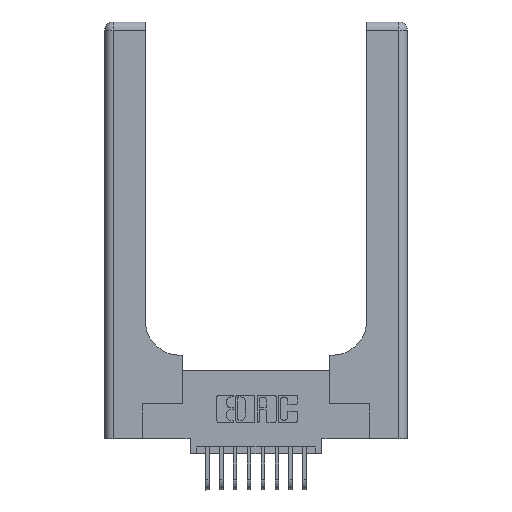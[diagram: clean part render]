
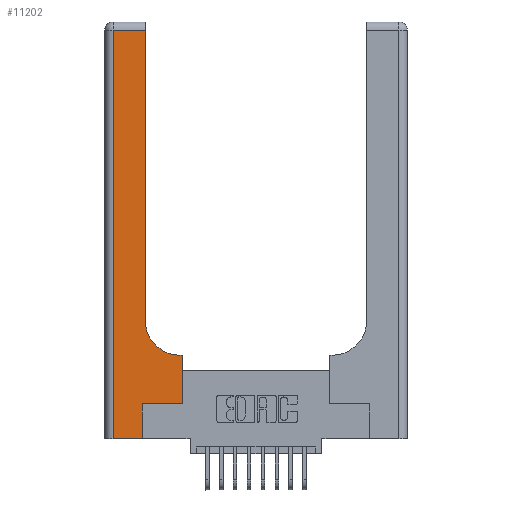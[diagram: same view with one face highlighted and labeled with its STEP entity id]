
A CAD part, top view. The second image highlights one B-rep face of the part: STEP entity #11202.
In plain terms, the highlighted planar face has unit normal (0, 0, 1).
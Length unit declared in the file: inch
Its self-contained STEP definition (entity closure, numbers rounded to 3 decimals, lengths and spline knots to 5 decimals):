
#133 = CARTESIAN_POINT ( 'NONE',  ( 0., 0., 0.37 ) ) ;
#424 = EDGE_CURVE ( 'NONE', #15146, #15567, #2771, .T. ) ;
#545 = CARTESIAN_POINT ( 'NONE',  ( 0.06, 2.94, 0.37 ) ) ;
#639 = EDGE_CURVE ( 'NONE', #3959, #4615, #12266, .T. ) ;
#669 = EDGE_CURVE ( 'NONE', #15349, #2813, #15164, .T. ) ;
#716 = EDGE_LOOP ( 'NONE', ( #7300, #8586, #6262, #12351, #5126, #6509, #12595, #13859, #3609 ) ) ;
#900 = EDGE_CURVE ( 'NONE', #2813, #2976, #9167, .T. ) ;
#2415 = VECTOR ( 'NONE', #6837, 39.37008 ) ;
#2771 = LINE ( 'NONE', #133, #12082 ) ;
#2813 = VERTEX_POINT ( 'NONE', #14549 ) ;
#2976 = VERTEX_POINT ( 'NONE', #7591 ) ;
#3075 = CARTESIAN_POINT ( 'NONE',  ( 0.2915, 3., 0.37 ) ) ;
#3566 = AXIS2_PLACEMENT_3D ( 'NONE', #5715, #15599, #8205 ) ;
#3609 = ORIENTED_EDGE ( 'NONE', *, *, #12601, .T. ) ;
#3640 = LINE ( 'NONE', #15883, #13108 ) ;
#3714 = LINE ( 'NONE', #3816, #6218 ) ;
#3816 = CARTESIAN_POINT ( 'NONE',  ( 0., 2.94, 0.37 ) ) ;
#3885 = DIRECTION ( 'NONE',  ( 0., 0., -1. ) ) ;
#3897 = CARTESIAN_POINT ( 'NONE',  ( 0.269, 0., 0.37 ) ) ;
#3959 = VERTEX_POINT ( 'NONE', #8324 ) ;
#4615 = VERTEX_POINT ( 'NONE', #15967 ) ;
#5126 = ORIENTED_EDGE ( 'NONE', *, *, #15470, .T. ) ;
#5631 = VECTOR ( 'NONE', #13678, 39.37008 ) ;
#5715 = CARTESIAN_POINT ( 'NONE',  ( 0., 3., 0.37 ) ) ;
#6057 = CARTESIAN_POINT ( 'NONE',  ( 0.06, 3., 0.37 ) ) ;
#6161 = VERTEX_POINT ( 'NONE', #8486 ) ;
#6218 = VECTOR ( 'NONE', #13696, 39.37008 ) ;
#6262 = ORIENTED_EDGE ( 'NONE', *, *, #15487, .T. ) ;
#6496 = VERTEX_POINT ( 'NONE', #545 ) ;
#6509 = ORIENTED_EDGE ( 'NONE', *, *, #669, .T. ) ;
#6779 = DIRECTION ( 'NONE',  ( 0., 1., 0. ) ) ;
#6837 = DIRECTION ( 'NONE',  ( 1., 0., 0. ) ) ;
#7300 = ORIENTED_EDGE ( 'NONE', *, *, #639, .T. ) ;
#7465 = EDGE_CURVE ( 'NONE', #2976, #6161, #11818, .T. ) ;
#7591 = CARTESIAN_POINT ( 'NONE',  ( 0.5585, 0.6, 0.37 ) ) ;
#8205 = DIRECTION ( 'NONE',  ( -1., 0., 0. ) ) ;
#8324 = CARTESIAN_POINT ( 'NONE',  ( 0.2915, 0.85, 0.37 ) ) ;
#8486 = CARTESIAN_POINT ( 'NONE',  ( 0.5415, 0.6, 0.37 ) ) ;
#8498 = DIRECTION ( 'NONE',  ( 0., 1., 0. ) ) ;
#8520 = CARTESIAN_POINT ( 'NONE',  ( 0.5585, 0.25, 0.37 ) ) ;
#8586 = ORIENTED_EDGE ( 'NONE', *, *, #13098, .T. ) ;
#8771 = CARTESIAN_POINT ( 'NONE',  ( 0.2915, 0.6, 0.37 ) ) ;
#8774 = VECTOR ( 'NONE', #9760, 39.37008 ) ;
#8977 = VECTOR ( 'NONE', #6779, 39.37008 ) ;
#9167 = LINE ( 'NONE', #8520, #8774 ) ;
#9476 = CARTESIAN_POINT ( 'NONE',  ( 0.269, 0.25, 0.37 ) ) ;
#9760 = DIRECTION ( 'NONE',  ( 0., 1., 0. ) ) ;
#10213 = LINE ( 'NONE', #6057, #12953 ) ;
#10633 = PLANE ( 'NONE',  #3566 ) ;
#11202 = ADVANCED_FACE ( 'NONE', ( #12088 ), #10633, .F. ) ;
#11296 = CARTESIAN_POINT ( 'NONE',  ( 0.5415, 0.85, 0.37 ) ) ;
#11313 = DIRECTION ( 'NONE',  ( 1., 0., 0. ) ) ;
#11818 = LINE ( 'NONE', #8771, #5631 ) ;
#12082 = VECTOR ( 'NONE', #11313, 39.37008 ) ;
#12088 = FACE_OUTER_BOUND ( 'NONE', #716, .T. ) ;
#12266 = LINE ( 'NONE', #3075, #8977 ) ;
#12275 = AXIS2_PLACEMENT_3D ( 'NONE', #11296, #3885, #12532 ) ;
#12351 = ORIENTED_EDGE ( 'NONE', *, *, #424, .T. ) ;
#12532 = DIRECTION ( 'NONE',  ( 1., 0., 0. ) ) ;
#12595 = ORIENTED_EDGE ( 'NONE', *, *, #900, .T. ) ;
#12601 = EDGE_CURVE ( 'NONE', #6161, #3959, #12818, .T. ) ;
#12818 = CIRCLE ( 'NONE', #12275, 0.25 ) ;
#12953 = VECTOR ( 'NONE', #14702, 39.37008 ) ;
#13011 = CARTESIAN_POINT ( 'NONE',  ( 0.269, 0.25, 0.37 ) ) ;
#13098 = EDGE_CURVE ( 'NONE', #4615, #6496, #3714, .T. ) ;
#13108 = VECTOR ( 'NONE', #8498, 39.37008 ) ;
#13678 = DIRECTION ( 'NONE',  ( -1., 0., 0. ) ) ;
#13696 = DIRECTION ( 'NONE',  ( -1., 0., 0. ) ) ;
#13859 = ORIENTED_EDGE ( 'NONE', *, *, #7465, .T. ) ;
#13947 = CARTESIAN_POINT ( 'NONE',  ( 0.06, 0., 0.37 ) ) ;
#14549 = CARTESIAN_POINT ( 'NONE',  ( 0.5585, 0.25, 0.37 ) ) ;
#14702 = DIRECTION ( 'NONE',  ( 0., -1., 0. ) ) ;
#15146 = VERTEX_POINT ( 'NONE', #13947 ) ;
#15164 = LINE ( 'NONE', #13011, #2415 ) ;
#15349 = VERTEX_POINT ( 'NONE', #9476 ) ;
#15470 = EDGE_CURVE ( 'NONE', #15567, #15349, #3640, .T. ) ;
#15487 = EDGE_CURVE ( 'NONE', #6496, #15146, #10213, .T. ) ;
#15567 = VERTEX_POINT ( 'NONE', #3897 ) ;
#15599 = DIRECTION ( 'NONE',  ( 0., 0., -1. ) ) ;
#15883 = CARTESIAN_POINT ( 'NONE',  ( 0.269, 0., 0.37 ) ) ;
#15967 = CARTESIAN_POINT ( 'NONE',  ( 0.2915, 2.94, 0.37 ) ) ;
